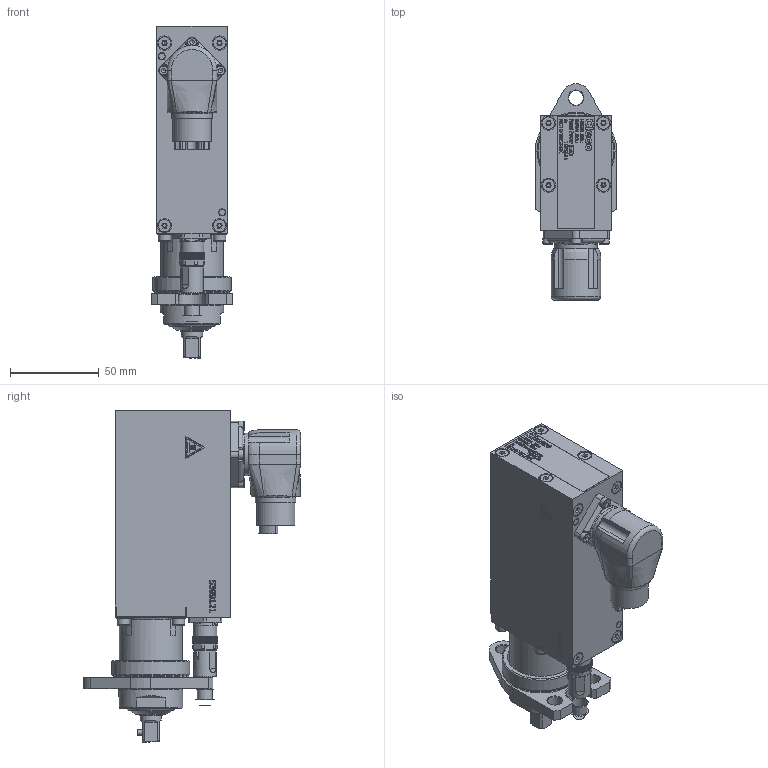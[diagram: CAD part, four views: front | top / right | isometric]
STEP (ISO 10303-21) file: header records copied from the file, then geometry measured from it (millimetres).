
FILE_DESCRIPTION(/* description */ (''),/* implementation_level */ '2;1');
FILE_NAME(/* name */ '30MSD10D3E_IAM_001.stp',/* time_stamp */ '2023-10-06T15:01:09+02:00',/* author */ ('k62ak'),/* organization */ (''),/* preprocessor_version */ 'ST-DEVELOPER v17',/* originating_system */ 'Autodesk Inventor 2019',/* authorisation */ '');
FILE_SCHEMA (('AUTOMOTIVE_DESIGN { 1 0 10303 214 3 1 1 }'));
Products named in the file (1): 30MSD10D3E_IAM_001
Bounding box: 46 x 122.39 x 187.23 mm (x, y, z)
Volume: 201548 mm3; surface area: 106745.6 mm2
Topology: 3 solids, 112 shells, 3417 faces, 9608 edges, 6388 vertices
Faces by surface type: plane 1770, cylinder 713, bspline 706, cone 180, torus 40, sphere 8
Full cylindrical faces by diameter (mm): 0.6 x8, 0.9 x8, 1.1 x8, 2 x8, 2.459 x7, 2.946 x1, 2.974 x6, 3 x4, 3.2 x4, 3.226 x1, 3.242 x15, 4 x17, 4.05 x2, 4.3 x4, 4.5 x12, 5.1 x4, 5.5 x4, 7 x12, 8 x8, 8.3 x3, 8.5 x2, 10 x3, 10.5 x1, 10.744 x1, 10.92 x4, 11.252 x2, 11.43 x2, 11.811 x1, 11.925 x2, 11.977 x1
Entity records: 141475 total; most frequent: CARTESIAN_POINT 54062, ORIENTED_EDGE 18978, DIRECTION 14910, EDGE_CURVE 9565, VERTEX_POINT 6388, LINE 5118, VECTOR 5118, AXIS2_PLACEMENT_3D 4896
